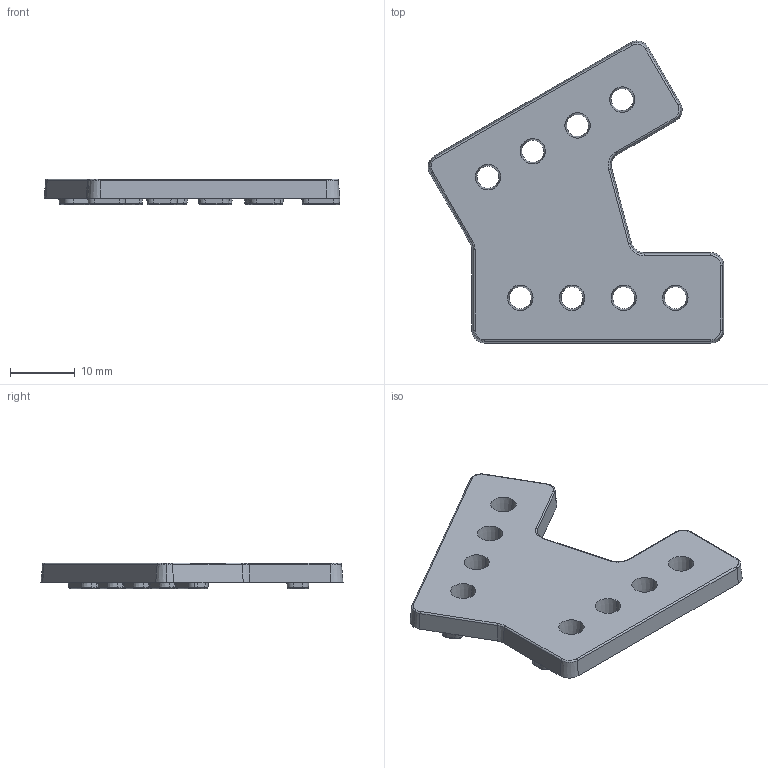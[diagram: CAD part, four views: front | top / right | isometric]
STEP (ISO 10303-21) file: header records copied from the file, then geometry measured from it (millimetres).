
FILE_DESCRIPTION (( 'STEP AP203' ), '1' );
FILE_NAME ('REV-41-1308_Default.step', '2016-09-04T21:37:41', ( '' ), ( '' ), 'SwSTEP 2.0', 'SolidWorks 2015', '' );
FILE_SCHEMA (( 'CONFIG_CONTROL_DESIGN' ));
Length unit declared in the file: inch
Products named in the file (1): REV-41-1308_Default
Bounding box: 45.77 x 46.76 x 4 mm (x, y, z)
Volume: 3712.1 mm3; surface area: 3273.6 mm2
Topology: 1 solids, 1 shells, 238 faces, 585 edges, 341 vertices
Faces by surface type: bspline 102, plane 47, cone 46, cylinder 43
Entity records: 9966 total; most frequent: CARTESIAN_POINT 5150, ORIENTED_EDGE 1170, DIRECTION 720, EDGE_CURVE 585, VERTEX_POINT 341, AXIS2_PLACEMENT_3D 264, EDGE_LOOP 246, ADVANCED_FACE 238
